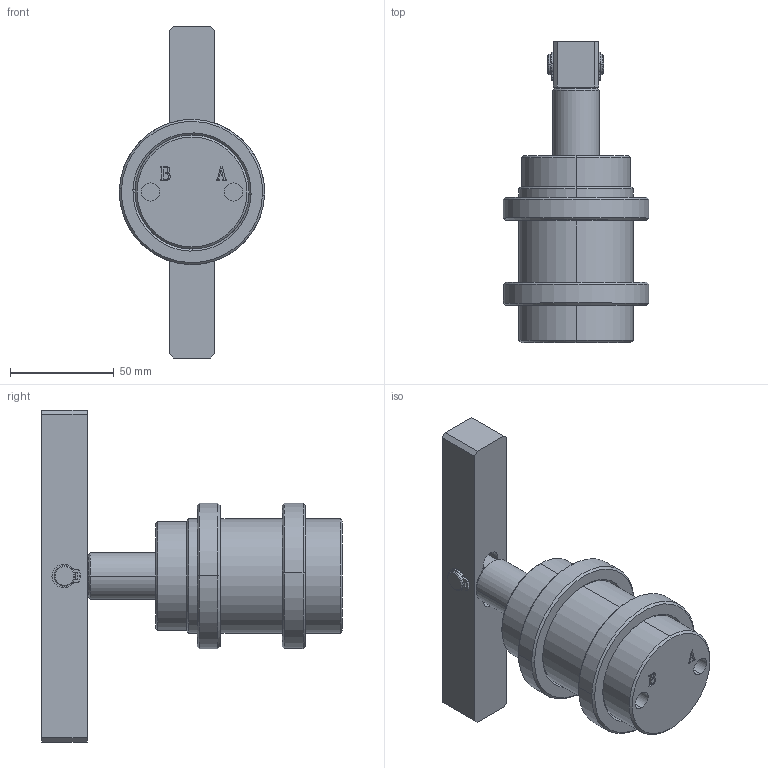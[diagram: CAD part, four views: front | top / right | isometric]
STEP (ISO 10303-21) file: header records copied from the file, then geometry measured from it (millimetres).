
FILE_DESCRIPTION (( 'STEP AP203' ), '1' );
FILE_NAME ('HSL-TB40D.STEP', '2019-10-06T06:42:37', ( '微软用户' ), ( '微软中国' ), 'SwSTEP 2.0', 'SolidWorks 2012', '' );
FILE_SCHEMA (( 'CONFIG_CONTROL_DESIGN' ));
Length unit declared in the file: millimetre
Products named in the file (7): external circlip_bsi_BS 3673-4 - S009M; HSL-TB40D蛌褒詰揤旋杻秶; HSL-40D转角缸活塞杆; HSL-TB40D蛌褒詰隅弇种; HSL-TB40S掛极; 蹟譫; HSL-TB40D
Assembly tree (8 placements, depth 2):
  HSL-TB40D
    HSL-TB40S掛极
    HSL-TB40D蛌褒詰隅弇种
    HSL-40D转角缸活塞杆
    HSL-TB40D蛌褒詰揤旋杻秶
    external circlip_bsi_BS 3673-4 - S009M  x2
    蹟譫  x2
Bounding box: 70 x 145 x 160 mm (x, y, z)
Volume: 292068.9 mm3; surface area: 70838.2 mm2
Topology: 8 solids, 8 shells, 224 faces, 540 edges, 348 vertices
Faces by surface type: plane 96, cylinder 74, cone 34, bspline 16, torus 4
Entity records: 6848 total; most frequent: CARTESIAN_POINT 1765, DIRECTION 901, ORIENTED_EDGE 874, EDGE_CURVE 437, AXIS2_PLACEMENT_3D 322, VERTEX_POINT 282, VECTOR 257, LINE 257
